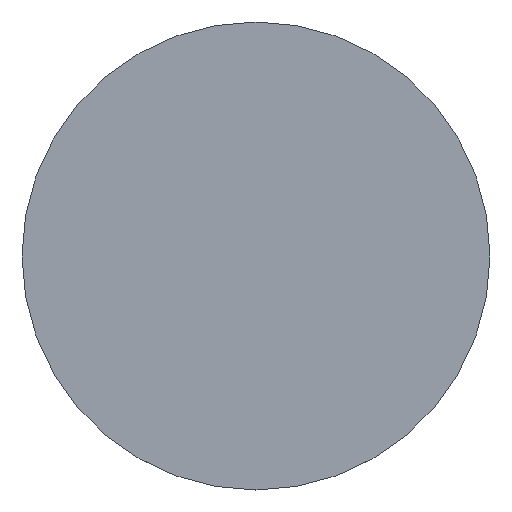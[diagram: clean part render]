
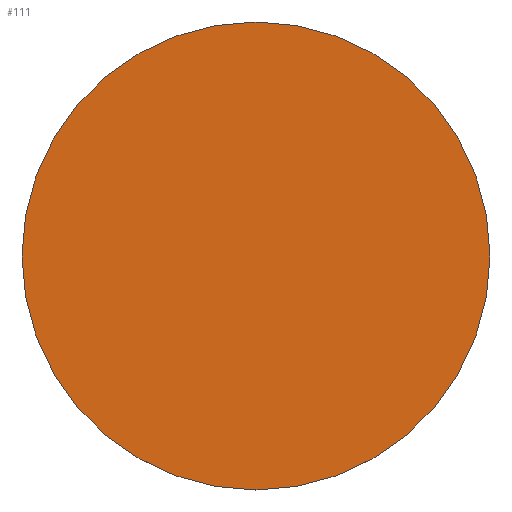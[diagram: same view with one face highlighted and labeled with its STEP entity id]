
A CAD part, top view. The second image highlights one B-rep face of the part: STEP entity #111.
In plain terms, the highlighted planar face has unit normal (0, 0, 1).
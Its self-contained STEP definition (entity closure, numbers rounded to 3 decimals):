
#106=PLANE('',#134);
#108=FACE_OUTER_BOUND('',#118,.T.);
#111=ADVANCED_FACE('',(#108),#106,.T.);
#118=EDGE_LOOP('',(#122));
#122=ORIENTED_EDGE('',*,*,#126,.T.);
#124=VERTEX_POINT('',#151);
#126=EDGE_CURVE('',#124,#124,#128,.T.);
#128=CIRCLE('',#131,2.5);
#131=AXIS2_PLACEMENT_3D('',#150,#138,#139);
#134=AXIS2_PLACEMENT_3D('',#155,#144,#145);
#138=DIRECTION('',(0.,0.,1.));
#139=DIRECTION('',(1.,0.,0.));
#144=DIRECTION('',(0.,0.,1.));
#145=DIRECTION('',(1.,0.,0.));
#150=CARTESIAN_POINT('',(0.,0.,0.05));
#151=CARTESIAN_POINT('',(2.5,0.,0.05));
#155=CARTESIAN_POINT('',(0.,0.,0.05));
